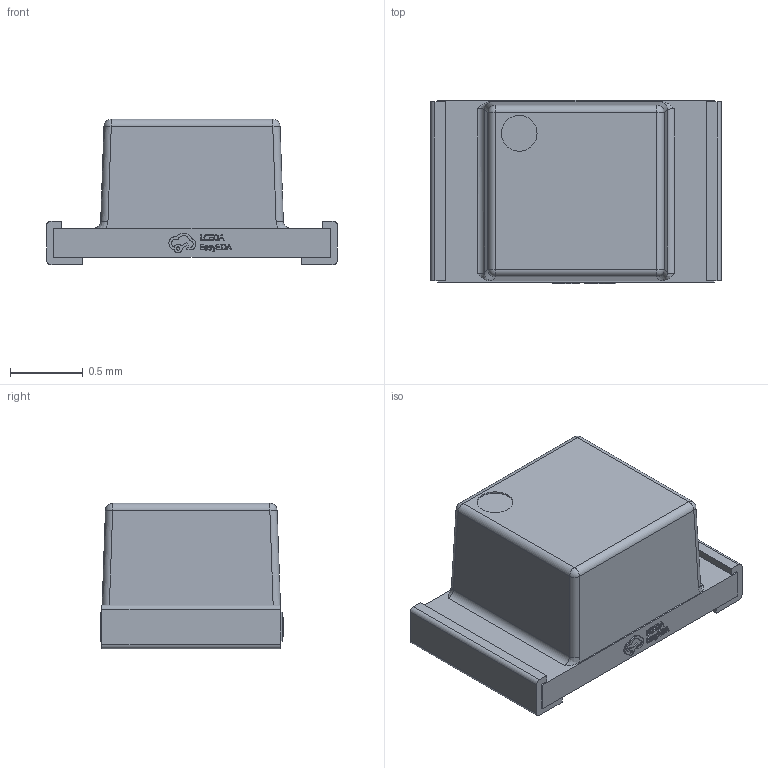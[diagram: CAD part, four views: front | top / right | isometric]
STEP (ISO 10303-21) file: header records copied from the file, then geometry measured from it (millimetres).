
FILE_DESCRIPTION (( 'STEP AP214' ), '1' );
FILE_NAME ('LED0805-R-RD_BLUE.step', '2022-07-08T13:30:55', ( '' ), ( '' ), 'SwSTEP 2.0', 'SolidWorks 2020', '' );
FILE_SCHEMA (( 'AUTOMOTIVE_DESIGN' ));
Length unit declared in the file: millimetre
Products named in the file (1): LED0805-R-RD_BLUE
Bounding box: 2 x 1.26 x 1 mm (x, y, z)
Volume: 1.7 mm3; surface area: 10.2 mm2
Topology: 1 solids, 1 shells, 336 faces, 902 edges, 596 vertices
Faces by surface type: plane 198, bspline 118, cylinder 16, sphere 4
Entity records: 14804 total; most frequent: CARTESIAN_POINT 4313, ORIENTED_EDGE 1804, DIRECTION 1124, EDGE_CURVE 902, VECTOR 630, LINE 630, VERTEX_POINT 596, EDGE_LOOP 364
